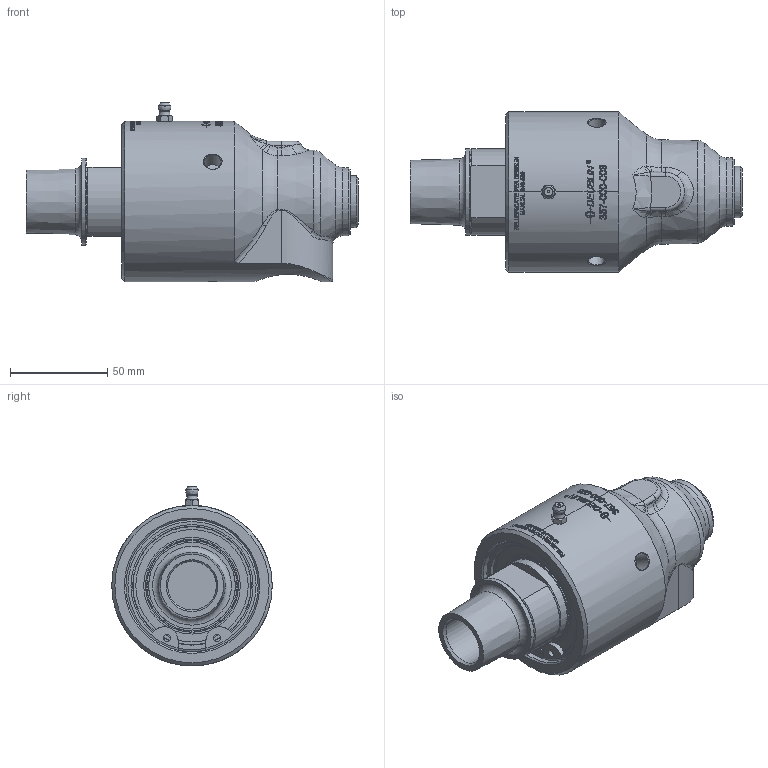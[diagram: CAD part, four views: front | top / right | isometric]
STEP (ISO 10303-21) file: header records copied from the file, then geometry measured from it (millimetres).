
FILE_DESCRIPTION(/* description */ (''),/* implementation_level */ '2;1');
FILE_NAME(/* name */ '357-000-003-IC.stp',/* time_stamp */ '2022-01-20T08:56:22+01:00',/* author */ ('mskipas'),/* organization */ (''),/* preprocessor_version */ 'ST-DEVELOPER v18.1',/* originating_system */ 'Autodesk Inventor 2022',/* authorisation */ '');
FILE_SCHEMA (('AUTOMOTIVE_DESIGN { 1 0 10303 214 3 1 1 }'));
Length unit declared in the file: millimetre
Products named in the file (1): 357-000-003-IC
Bounding box: 170.9 x 82.6 x 92.59 mm (x, y, z)
Volume: 486232.3 mm3; surface area: 59161.7 mm2
Topology: 1 solids, 7 shells, 979 faces, 2567 edges, 1691 vertices
Faces by surface type: bspline 453, plane 347, cylinder 132, cone 29, torus 16, sphere 2
Full cylindrical faces by diameter (mm): 3 x1, 3.12 x2, 3.2 x1, 3.72 x2, 8.6 x3, 25 x1, 28.575 x1, 34.9 x1, 37.266 x1, 39.4 x1, 40 x1, 44.65 x2, 47.764 x1, 49.775 x1, 57.913 x1, 60.725 x1, 61.1 x1, 68 x1, 68.1 x2, 73.8 x1
Entity records: 40766 total; most frequent: CARTESIAN_POINT 19064, ORIENTED_EDGE 5120, DIRECTION 3173, EDGE_CURVE 2560, VERTEX_POINT 1691, EDGE_LOOP 1085, AXIS2_PLACEMENT_3D 1062, LINE 1049
